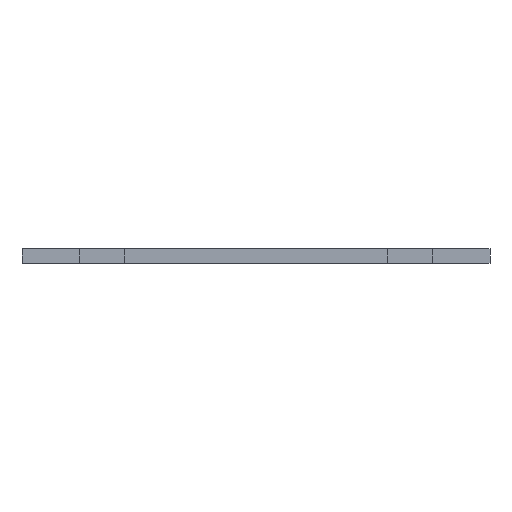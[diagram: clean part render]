
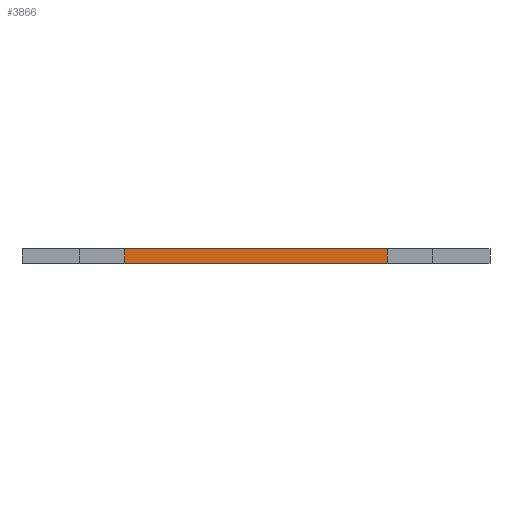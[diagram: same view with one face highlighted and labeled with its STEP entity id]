
A CAD part, front view. The second image highlights one B-rep face of the part: STEP entity #3866.
In plain terms, the highlighted planar face has unit normal (0, -1, 0).
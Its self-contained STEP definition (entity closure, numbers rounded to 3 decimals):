
#122=PLANE('',#4195);
#313=FACE_OUTER_BOUND('',#504,.T.);
#504=EDGE_LOOP('',(#3117,#3118,#3119,#3120));
#880=LINE('',#6191,#1323);
#890=LINE('',#6212,#1333);
#891=LINE('',#6214,#1334);
#892=LINE('',#6215,#1335);
#1323=VECTOR('',#5093,10.);
#1333=VECTOR('',#5111,10.);
#1334=VECTOR('',#5112,10.);
#1335=VECTOR('',#5113,10.);
#1867=VERTEX_POINT('',#6185);
#1869=VERTEX_POINT('',#6189);
#1876=VERTEX_POINT('',#6211);
#1877=VERTEX_POINT('',#6213);
#2392=EDGE_CURVE('',#1867,#1869,#880,.T.);
#2402=EDGE_CURVE('',#1869,#1876,#890,.T.);
#2403=EDGE_CURVE('',#1876,#1877,#891,.T.);
#2404=EDGE_CURVE('',#1867,#1877,#892,.T.);
#3117=ORIENTED_EDGE('',*,*,#2392,.T.);
#3118=ORIENTED_EDGE('',*,*,#2402,.T.);
#3119=ORIENTED_EDGE('',*,*,#2403,.T.);
#3120=ORIENTED_EDGE('',*,*,#2404,.F.);
#3866=ADVANCED_FACE('',(#313),#122,.T.);
#4195=AXIS2_PLACEMENT_3D('',#6210,#5109,#5110);
#5093=DIRECTION('',(0.,0.,-1.));
#5109=DIRECTION('center_axis',(0.,-1.,0.));
#5110=DIRECTION('ref_axis',(1.,0.,0.));
#5111=DIRECTION('',(1.,0.,0.));
#5112=DIRECTION('',(0.,0.,1.));
#5113=DIRECTION('',(1.,0.,0.));
#6185=CARTESIAN_POINT('',(-44.8,130.15,-155.));
#6189=CARTESIAN_POINT('',(-44.8,130.15,-160.));
#6191=CARTESIAN_POINT('',(-44.8,130.15,-160.));
#6210=CARTESIAN_POINT('Origin',(-80.,130.15,-160.));
#6211=CARTESIAN_POINT('',(44.8,130.15,-160.));
#6212=CARTESIAN_POINT('',(-80.,130.15,-160.));
#6213=CARTESIAN_POINT('',(44.8,130.15,-155.));
#6214=CARTESIAN_POINT('',(44.8,130.15,-160.));
#6215=CARTESIAN_POINT('',(-80.,130.15,-155.));
